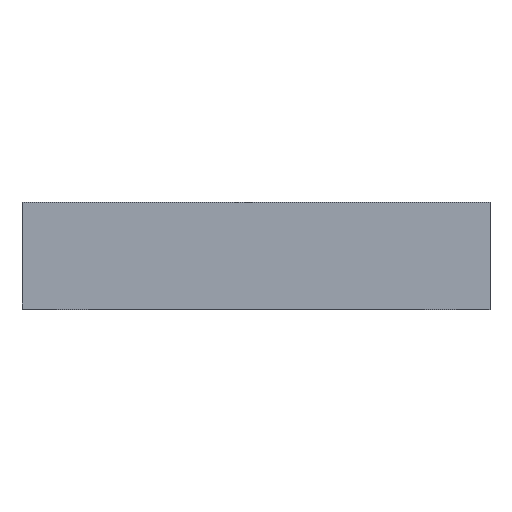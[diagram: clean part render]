
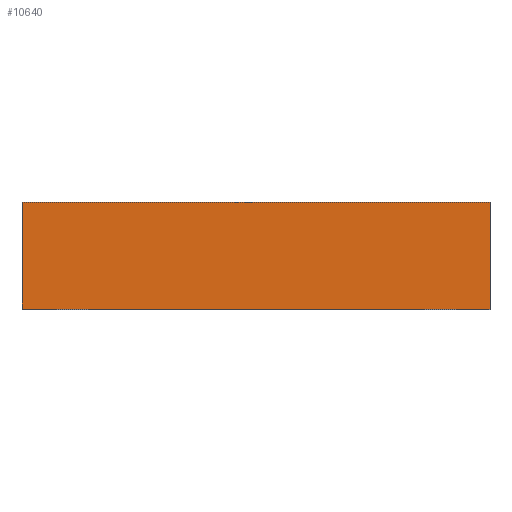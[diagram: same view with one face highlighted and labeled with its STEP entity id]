
A CAD part, top view. The second image highlights one B-rep face of the part: STEP entity #10640.
In plain terms, the highlighted face is planar.
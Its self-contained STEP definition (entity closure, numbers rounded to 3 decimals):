
#2620=CARTESIAN_POINT('',(-12.7,54.846,-10.8));
#2630=VERTEX_POINT('',#2620);
#2800=CARTESIAN_POINT('',(-6.9,54.846,-10.8));
#2810=VERTEX_POINT('',#2800);
#2840=CARTESIAN_POINT('',(-10.951,54.846,-10.8));
#2850=DIRECTION('',(-1.,0.,0.));
#2860=VECTOR('',#2850,1.);
#2870=LINE('',#2840,#2860);
#2880=EDGE_CURVE('',#2810,#2630,#2870,.T.);
#4670=CARTESIAN_POINT('',(-12.7,54.846,-5.575));
#4680=DIRECTION('',(0.,0.,1.));
#4690=VECTOR('',#4680,1.);
#4700=LINE('',#4670,#4690);
#4710=CARTESIAN_POINT('',(-12.7,54.846,14.65));
#4720=VERTEX_POINT('',#4710);
#4730=EDGE_CURVE('',#2630,#4720,#4700,.T.);
#6040=CARTESIAN_POINT('',(-6.9,54.846,
14.65));
#6050=VERTEX_POINT('',#6040);
#6080=CARTESIAN_POINT('',(-6.9,54.846,
-5.575));
#6090=DIRECTION('',(0.,0.,1.));
#6100=VECTOR('',#6090,1.);
#6110=LINE('',#6080,#6100);
#6120=EDGE_CURVE('',#2810,#6050,#6110,.T.);
#9560=CARTESIAN_POINT('',(-10.951,54.846,
14.65));
#9570=DIRECTION('',(-1.,0.,0.));
#9580=VECTOR('',#9570,1.);
#9590=LINE('',#9560,#9580);
#9600=EDGE_CURVE('',#6050,#4720,#9590,.T.);
#10530=CARTESIAN_POINT('',(-11.3,54.846,12.225));
#10540=DIRECTION('',(0.,1.,0.));
#10550=DIRECTION('',(0.,0.,1.));
#10560=AXIS2_PLACEMENT_3D('',#10530,#10540,#10550);
#10570=PLANE('',#10560);
#10580=ORIENTED_EDGE('',*,*,#6120,.F.);
#10590=ORIENTED_EDGE('',*,*,#9600,.F.);
#10600=ORIENTED_EDGE('',*,*,#4730,.T.);
#10610=ORIENTED_EDGE('',*,*,#2880,.T.);
#10620=EDGE_LOOP('',(#10610,#10600,#10590,#10580));
#10630=FACE_OUTER_BOUND('',#10620,.T.);
#10640=ADVANCED_FACE('',(#10630),#10570,.T.);
